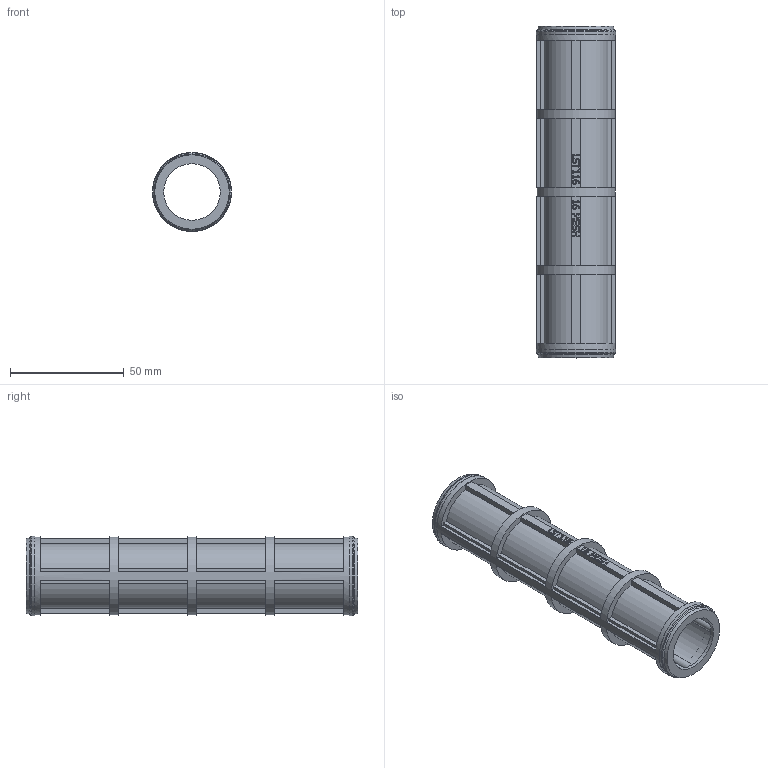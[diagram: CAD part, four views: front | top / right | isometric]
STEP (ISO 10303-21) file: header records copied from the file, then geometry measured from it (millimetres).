
FILE_DESCRIPTION(/* description */ ('1" LST SCREEN - 16 MESH'),/* implementation_level */ '2;1');
FILE_NAME(/* name */ 'LST116.stp',/* time_stamp */ '2019-09-06T10:34:34-04:00',/* author */ ('areid'),/* organization */ (''),/* preprocessor_version */ 'ST-DEVELOPER v17',/* originating_system */ 'Autodesk Inventor 2019',/* authorisation */ '');
FILE_SCHEMA (('AUTOMOTIVE_DESIGN { 1 0 10303 214 3 1 1 }'));
Length unit declared in the file: inch
Products named in the file (1): LST116
Bounding box: 34.8 x 146.05 x 34.8 mm (x, y, z)
Volume: 20138 mm3; surface area: 32795.6 mm2
Topology: 1 solids, 1 shells, 476 faces, 1305 edges, 871 vertices
Faces by surface type: plane 356, bspline 85, cylinder 29, cone 6
Full cylindrical faces by diameter (mm): 24.892 x1, 28.702 x1, 34.671 x1, 34.798 x2
Entity records: 15610 total; most frequent: CARTESIAN_POINT 3900, ORIENTED_EDGE 2610, DIRECTION 2032, EDGE_CURVE 1305, LINE 1006, VECTOR 1006, VERTEX_POINT 871, EDGE_LOOP 518
